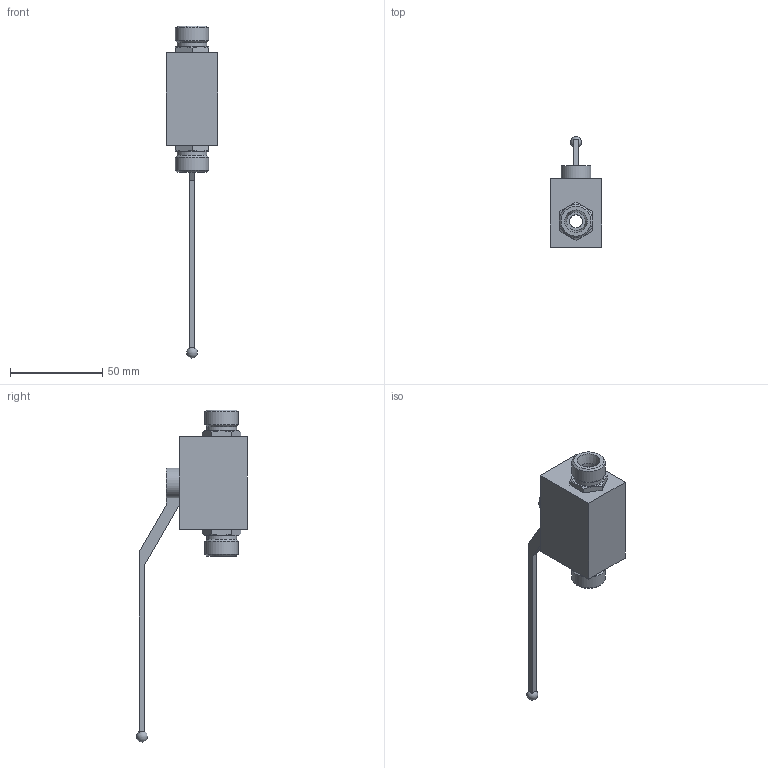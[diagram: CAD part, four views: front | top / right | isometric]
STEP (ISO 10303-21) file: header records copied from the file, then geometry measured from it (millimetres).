
FILE_DESCRIPTION(/* description */ ('STEP AP203'),/* implementation_level */ '2;1');
FILE_NAME(/* name */ 'Ball Valve BKH 10-01(0)',/* time_stamp */ '2025-01-20T08:48:52+01:00',/* author */ ('License CC BY-ND 4.0'),/* organization */ ('CADENAS'),/* preprocessor_version */ 'ST-DEVELOPER v19.3',/* originating_system */ 'PARTsolutions',/* authorisation */ ' ');
FILE_SCHEMA (('CONFIG_CONTROL_DESIGN'));
Length unit declared in the file: millimetre
Products named in the file (1): Blockkugelhahn BKH 10-01(0)
Bounding box: 28 x 60 x 179.5 mm (x, y, z)
Volume: 58384.6 mm3; surface area: 14270.1 mm2
Topology: 1 solids, 1 shells, 58 faces, 130 edges, 80 vertices
Faces by surface type: plane 31, cone 18, cylinder 8, sphere 1
Full cylindrical faces by diameter (mm): 7 x1, 10 x2, 16.16 x2, 18 x2
Entity records: 1560 total; most frequent: CARTESIAN_POINT 323, DIRECTION 244, ORIENTED_EDGE 228, EDGE_CURVE 114, AXIS2_PLACEMENT_3D 95, EDGE_LOOP 80, FACE_BOUND 80, VERTEX_POINT 78
